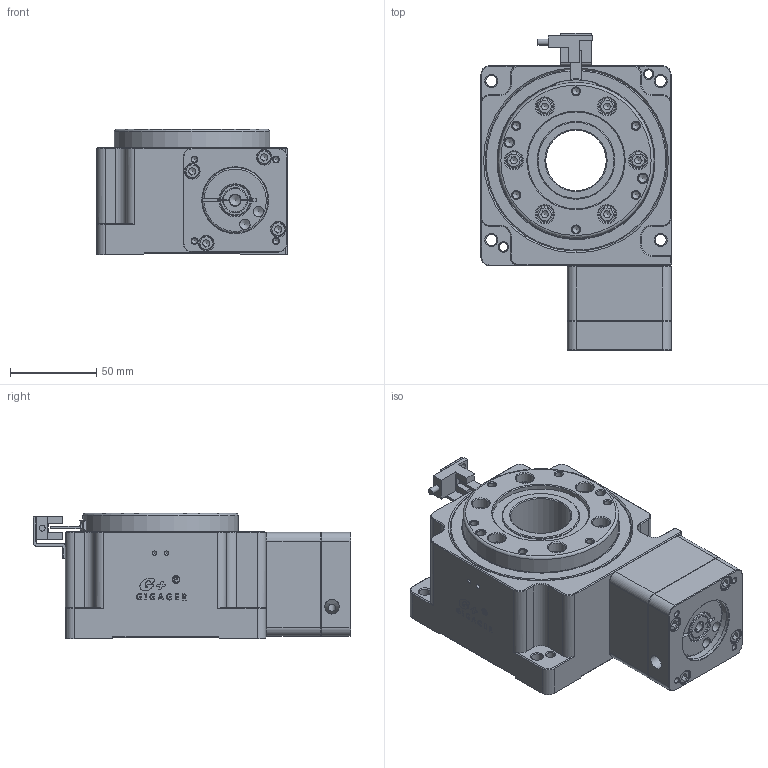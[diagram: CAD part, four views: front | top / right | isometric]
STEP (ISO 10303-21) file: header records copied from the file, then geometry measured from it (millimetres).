
FILE_DESCRIPTION (( 'STEP AP203' ), '1' );
FILE_NAME ('GSHR100-30K-ST1.step', '2021-06-01T02:18:58', ( 'Microsoft' ), ( 'Microsoft' ), 'SwSTEP 2.0', 'SolidWorks 2019', '' );
FILE_SCHEMA (( 'CONFIG_CONTROL_DESIGN' ));
Length unit declared in the file: millimetre
Products named in the file (1): GSHR100-30K-ST1
Bounding box: 110 x 183.5 x 72.5 mm (x, y, z)
Volume: 716976.1 mm3; surface area: 182098.7 mm2
Topology: 29 solids, 30 shells, 1233 faces, 2964 edges, 1859 vertices
Faces by surface type: plane 620, cylinder 265, cone 215, bspline 97, torus 36
Full cylindrical faces by diameter (mm): 2.05 x2, 2.5 x10, 3.3 x4, 3.5 x3, 3.752 x1, 4.2 x23, 4.369 x1, 5 x26, 5.3 x14, 5.5 x9, 6 x2, 6.35 x1, 6.5 x4, 6.8 x1, 8.5 x28, 10 x6, 14 x2, 14.4 x1, 14.9 x1, 15 x1, 15.8 x1, 20 x3, 28 x1, 35 x2, 35.5 x1, 38.1 x1, 38.5 x1, 42 x1, 42.6 x1, 45 x3
Entity records: 36414 total; most frequent: CARTESIAN_POINT 10027, DIRECTION 5286, ORIENTED_EDGE 4966, EDGE_CURVE 2483, AXIS2_PLACEMENT_3D 1966, EDGE_LOOP 1759, VERTEX_POINT 1732, FACE_OUTER_BOUND 1430
